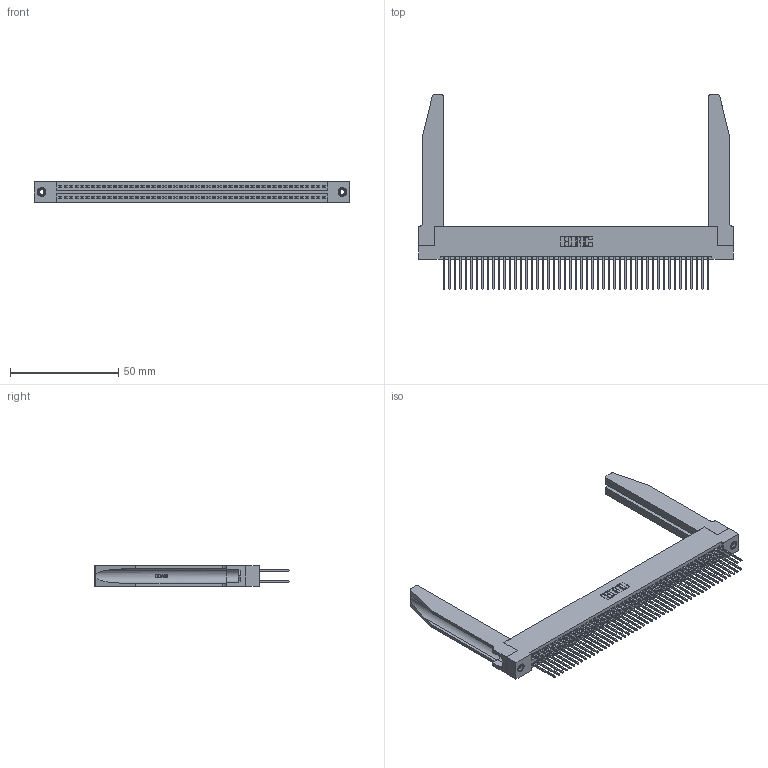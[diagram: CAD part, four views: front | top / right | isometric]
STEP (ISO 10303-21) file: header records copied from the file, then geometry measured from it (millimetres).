
FILE_DESCRIPTION (( 'STEP AP203' ), '1' );
FILE_NAME ('345-098-540-278.STEP', '2019-11-02T11:17:37', ( '' ), ( '' ), 'SwSTEP 2.0', 'SolidWorks 2016', '' );
FILE_SCHEMA (( 'CONFIG_CONTROL_DESIGN' ));
Length unit declared in the file: inch
Products named in the file (5): 345-292-001_345-293-140; 345 Part_Flush Mounting Lugs - 0.156 Dia-TH; 345-098-540-278; 345-250-001_345-250-001-102; 345-220-078_345-220-078
Assembly tree (103 placements, depth 2):
  345-098-540-278
    345 Part_Flush Mounting Lugs - 0.156 Dia-TH
    345-292-001_345-293-140  x98
    345-250-001_345-250-001-102  x2
    345-220-078_345-220-078  x2
Bounding box: 145.69 x 90.09 x 9.4 mm (x, y, z)
Volume: 22359.8 mm3; surface area: 30263.2 mm2
Topology: 103 solids, 103 shells, 5260 faces, 15551 edges, 10226 vertices
Faces by surface type: plane 3456, cylinder 1752, bspline 36, cone 12, torus 4
Entity records: 42262 total; most frequent: CARTESIAN_POINT 7995, ORIENTED_EDGE 6826, DIRECTION 6035, EDGE_CURVE 3413, LINE 2991, VECTOR 2991, VERTEX_POINT 2268, AXIS2_PLACEMENT_3D 1522
